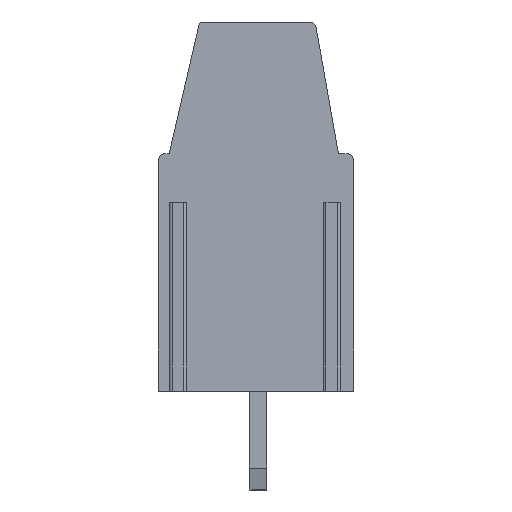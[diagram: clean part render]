
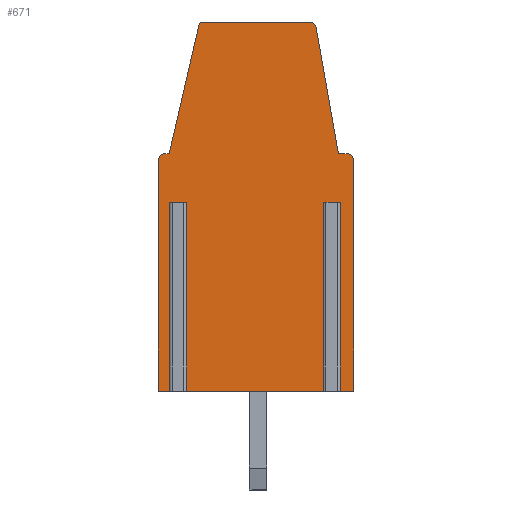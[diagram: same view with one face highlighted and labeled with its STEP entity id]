
A CAD part, left-side view. The second image highlights one B-rep face of the part: STEP entity #671.
In plain terms, the highlighted planar face has unit normal (-1, 0, 0).
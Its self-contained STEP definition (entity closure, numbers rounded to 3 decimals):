
#671 = ADVANCED_FACE( '', ( #1580 ), #1581, .T. );
#1580 = FACE_OUTER_BOUND( '', #2715, .T. );
#1581 = PLANE( '', #2716 );
#2715 = EDGE_LOOP( '', ( #4737, #4738, #4739, #4740, #4741, #4742, #4743, #4744, #4745, #4746, #4747, #4748, #4749, #4750, #4751, #4752, #4753, #4754, #4755, #4756 ) );
#2716 = AXIS2_PLACEMENT_3D( '', #4757, #4758, #4759 );
#4737 = ORIENTED_EDGE( '', *, *, #7189, .F. );
#4738 = ORIENTED_EDGE( '', *, *, #7190, .T. );
#4739 = ORIENTED_EDGE( '', *, *, #7185, .T. );
#4740 = ORIENTED_EDGE( '', *, *, #7018, .T. );
#4741 = ORIENTED_EDGE( '', *, *, #6884, .T. );
#4742 = ORIENTED_EDGE( '', *, *, #7191, .T. );
#4743 = ORIENTED_EDGE( '', *, *, #6896, .F. );
#4744 = ORIENTED_EDGE( '', *, *, #7013, .T. );
#4745 = ORIENTED_EDGE( '', *, *, #7192, .F. );
#4746 = ORIENTED_EDGE( '', *, *, #7193, .T. );
#4747 = ORIENTED_EDGE( '', *, *, #7194, .T. );
#4748 = ORIENTED_EDGE( '', *, *, #7195, .T. );
#4749 = ORIENTED_EDGE( '', *, *, #6738, .T. );
#4750 = ORIENTED_EDGE( '', *, *, #6959, .T. );
#4751 = ORIENTED_EDGE( '', *, *, #7119, .T. );
#4752 = ORIENTED_EDGE( '', *, *, #7196, .T. );
#4753 = ORIENTED_EDGE( '', *, *, #7197, .T. );
#4754 = ORIENTED_EDGE( '', *, *, #7198, .T. );
#4755 = ORIENTED_EDGE( '', *, *, #7199, .T. );
#4756 = ORIENTED_EDGE( '', *, *, #6996, .T. );
#4757 = CARTESIAN_POINT( '', ( 184.737, 129.598, 0. ) );
#4758 = DIRECTION( '', ( -1., 0., 0. ) );
#4759 = DIRECTION( '', ( 0., -1., 0. ) );
#6738 = EDGE_CURVE( '', #8146, #8144, #8147, .T. );
#6884 = EDGE_CURVE( '', #8382, #8380, #8383, .T. );
#6896 = EDGE_CURVE( '', #8402, #8403, #8404, .T. );
#6959 = EDGE_CURVE( '', #8144, #8509, #8511, .T. );
#6996 = EDGE_CURVE( '', #8567, #8568, #8569, .T. );
#7013 = EDGE_CURVE( '', #8402, #8597, #8599, .T. );
#7018 = EDGE_CURVE( '', #8606, #8382, #8607, .T. );
#7119 = EDGE_CURVE( '', #8509, #8762, #8764, .T. );
#7185 = EDGE_CURVE( '', #8856, #8606, #8857, .F. );
#7189 = EDGE_CURVE( '', #8862, #8568, #8863, .F. );
#7190 = EDGE_CURVE( '', #8862, #8856, #8864, .T. );
#7191 = EDGE_CURVE( '', #8380, #8403, #8865, .T. );
#7192 = EDGE_CURVE( '', #8866, #8597, #8867, .T. );
#7193 = EDGE_CURVE( '', #8866, #8868, #8869, .T. );
#7194 = EDGE_CURVE( '', #8868, #8870, #8871, .T. );
#7195 = EDGE_CURVE( '', #8870, #8146, #8872, .T. );
#7196 = EDGE_CURVE( '', #8762, #8873, #8874, .T. );
#7197 = EDGE_CURVE( '', #8873, #8875, #8876, .T. );
#7198 = EDGE_CURVE( '', #8875, #8877, #8878, .T. );
#7199 = EDGE_CURVE( '', #8877, #8567, #8879, .T. );
#8144 = VERTEX_POINT( '', #10115 );
#8146 = VERTEX_POINT( '', #10118 );
#8147 = CIRCLE( '', #10119, 0.3 );
#8380 = VERTEX_POINT( '', #10439 );
#8382 = VERTEX_POINT( '', #10441 );
#8383 = LINE( '', #10442, #10443 );
#8402 = VERTEX_POINT( '', #10468 );
#8403 = VERTEX_POINT( '', #10469 );
#8404 = LINE( '', #10470, #10471 );
#8509 = VERTEX_POINT( '', #10626 );
#8511 = LINE( '', #10629, #10630 );
#8567 = VERTEX_POINT( '', #10707 );
#8568 = VERTEX_POINT( '', #10708 );
#8569 = LINE( '', #10709, #10710 );
#8597 = VERTEX_POINT( '', #10747 );
#8599 = LINE( '', #10750, #10751 );
#8606 = VERTEX_POINT( '', #10760 );
#8607 = LINE( '', #10761, #10762 );
#8762 = VERTEX_POINT( '', #10984 );
#8764 = CIRCLE( '', #10987, 0.2 );
#8856 = VERTEX_POINT( '', #11111 );
#8857 = LINE( '', #11112, #11113 );
#8862 = VERTEX_POINT( '', #11119 );
#8863 = LINE( '', #11120, #11121 );
#8864 = LINE( '', #11122, #11123 );
#8865 = LINE( '', #11124, #11125 );
#8866 = VERTEX_POINT( '', #11126 );
#8867 = LINE( '', #11127, #11128 );
#8868 = VERTEX_POINT( '', #11129 );
#8869 = CIRCLE( '', #11130, 0.3 );
#8870 = VERTEX_POINT( '', #11131 );
#8871 = LINE( '', #11132, #11133 );
#8872 = LINE( '', #11134, #11135 );
#8873 = VERTEX_POINT( '', #11136 );
#8874 = LINE( '', #11137, #11138 );
#8875 = VERTEX_POINT( '', #11139 );
#8876 = LINE( '', #11140, #11141 );
#8877 = VERTEX_POINT( '', #11142 );
#8878 = CIRCLE( '', #11143, 0.3 );
#8879 = LINE( '', #11144, #11145 );
#10115 = CARTESIAN_POINT( '', ( 184.737, 124.158, 16.8 ) );
#10118 = CARTESIAN_POINT( '', ( 184.737, 123.863, 16.552 ) );
#10119 = AXIS2_PLACEMENT_3D( '', #12199, #12200, #12201 );
#10439 = CARTESIAN_POINT( '', ( 184.737, 123.478, 8.6 ) );
#10441 = CARTESIAN_POINT( '', ( 184.737, 123.478, 0. ) );
#10442 = CARTESIAN_POINT( '', ( 184.737, 123.478, 0. ) );
#10443 = VECTOR( '', #12361, 1000. );
#10468 = CARTESIAN_POINT( '', ( 184.737, 122.818, 0. ) );
#10469 = CARTESIAN_POINT( '', ( 184.737, 122.818, 8.6 ) );
#10470 = CARTESIAN_POINT( '', ( 184.737, 122.818, 0. ) );
#10471 = VECTOR( '', #12374, 1000. );
#10626 = CARTESIAN_POINT( '', ( 184.737, 129.004, 16.8 ) );
#10629 = CARTESIAN_POINT( '', ( 184.737, 129.004, 16.8 ) );
#10630 = VECTOR( '', #12444, 1000. );
#10707 = CARTESIAN_POINT( '', ( 184.737, 131.048, 0. ) );
#10708 = CARTESIAN_POINT( '', ( 184.737, 130.478, 0. ) );
#10709 = CARTESIAN_POINT( '', ( 184.737, 122.133, 0. ) );
#10710 = VECTOR( '', #12490, 1000. );
#10747 = CARTESIAN_POINT( '', ( 184.737, 122.148, 0. ) );
#10750 = CARTESIAN_POINT( '', ( 184.737, 122.133, 0. ) );
#10751 = VECTOR( '', #12519, 1000. );
#10760 = CARTESIAN_POINT( '', ( 184.737, 129.818, 0. ) );
#10761 = CARTESIAN_POINT( '', ( 184.737, 122.133, 0. ) );
#10762 = VECTOR( '', #12528, 1000. );
#10984 = CARTESIAN_POINT( '', ( 184.737, 129.199, 16.645 ) );
#10987 = AXIS2_PLACEMENT_3D( '', #12637, #12638, #12639 );
#11111 = CARTESIAN_POINT( '', ( 184.737, 129.818, 8.6 ) );
#11112 = CARTESIAN_POINT( '', ( 184.737, 129.818, 0. ) );
#11113 = VECTOR( '', #12720, 1000. );
#11119 = CARTESIAN_POINT( '', ( 184.737, 130.478, 8.6 ) );
#11120 = CARTESIAN_POINT( '', ( 184.737, 130.478, 0. ) );
#11121 = VECTOR( '', #12725, 1000. );
#11122 = CARTESIAN_POINT( '', ( 184.737, 129.818, 8.6 ) );
#11123 = VECTOR( '', #12726, 1000. );
#11124 = CARTESIAN_POINT( '', ( 184.737, 122.818, 8.6 ) );
#11125 = VECTOR( '', #12727, 1000. );
#11126 = CARTESIAN_POINT( '', ( 184.737, 122.148, 10.5 ) );
#11127 = CARTESIAN_POINT( '', ( 184.737, 122.148, 5.1 ) );
#11128 = VECTOR( '', #12728, 1000. );
#11129 = CARTESIAN_POINT( '', ( 184.737, 122.448, 10.8 ) );
#11130 = AXIS2_PLACEMENT_3D( '', #12729, #12730, #12731 );
#11131 = CARTESIAN_POINT( '', ( 184.737, 122.848, 10.8 ) );
#11132 = CARTESIAN_POINT( '', ( 184.737, 122.848, 10.8 ) );
#11133 = VECTOR( '', #12732, 1000. );
#11134 = CARTESIAN_POINT( '', ( 184.737, 123.863, 16.552 ) );
#11135 = VECTOR( '', #12733, 1000. );
#11136 = CARTESIAN_POINT( '', ( 184.737, 130.548, 10.8 ) );
#11137 = CARTESIAN_POINT( '', ( 184.737, 130.548, 10.8 ) );
#11138 = VECTOR( '', #12734, 1000. );
#11139 = CARTESIAN_POINT( '', ( 184.737, 130.748, 10.8 ) );
#11140 = CARTESIAN_POINT( '', ( 184.737, 130.748, 10.8 ) );
#11141 = VECTOR( '', #12735, 1000. );
#11142 = CARTESIAN_POINT( '', ( 184.737, 131.048, 10.5 ) );
#11143 = AXIS2_PLACEMENT_3D( '', #12736, #12737, #12738 );
#11144 = CARTESIAN_POINT( '', ( 184.737, 131.048, 0. ) );
#11145 = VECTOR( '', #12739, 1000. );
#12199 = CARTESIAN_POINT( '', ( 184.737, 124.158, 16.5 ) );
#12200 = DIRECTION( '', ( -1., 0., 0. ) );
#12201 = DIRECTION( '', ( 0., 0., 1. ) );
#12361 = DIRECTION( '', ( 0., 0., 1. ) );
#12374 = DIRECTION( '', ( 0., 0., 1. ) );
#12444 = DIRECTION( '', ( 0., 1., 0. ) );
#12490 = DIRECTION( '', ( 0., -1., 0. ) );
#12519 = DIRECTION( '', ( 0., -1., 0. ) );
#12528 = DIRECTION( '', ( 0., -1., 0. ) );
#12637 = CARTESIAN_POINT( '', ( 184.737, 129.004, 16.6 ) );
#12638 = DIRECTION( '', ( -1., 0., 0. ) );
#12639 = DIRECTION( '', ( 0., 0., 1. ) );
#12720 = DIRECTION( '', ( 0., 0., 1. ) );
#12725 = DIRECTION( '', ( 0., 0., 1. ) );
#12726 = DIRECTION( '', ( 0., -1., 0. ) );
#12727 = DIRECTION( '', ( 0., -1., 0. ) );
#12728 = DIRECTION( '', ( 0., 0., -1. ) );
#12729 = CARTESIAN_POINT( '', ( 184.737, 122.448, 10.5 ) );
#12730 = DIRECTION( '', ( -1., 0., 0. ) );
#12731 = DIRECTION( '', ( 0., 0., 1. ) );
#12732 = DIRECTION( '', ( 0., 1., 0. ) );
#12733 = DIRECTION( '', ( 0., 0.174, 0.985 ) );
#12734 = DIRECTION( '', ( 0., 0.225, -0.974 ) );
#12735 = DIRECTION( '', ( 0., 1., 0. ) );
#12736 = CARTESIAN_POINT( '', ( 184.737, 130.748, 10.5 ) );
#12737 = DIRECTION( '', ( -1., 0., 0. ) );
#12738 = DIRECTION( '', ( 0., 0., 1. ) );
#12739 = DIRECTION( '', ( 0., 0., -1. ) );
